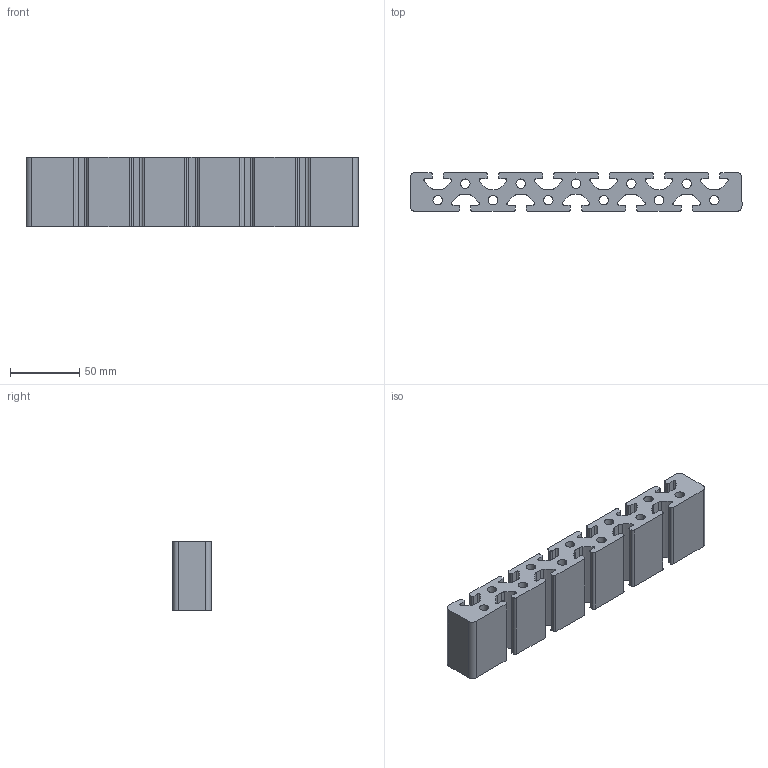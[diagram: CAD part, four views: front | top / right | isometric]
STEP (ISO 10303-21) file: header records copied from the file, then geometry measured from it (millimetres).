
FILE_DESCRIPTION (( 'STEP AP214' ), '1' );
FILE_NAME ('BASE08E0225-Profilé 8 240x28 lourd.step', '2023-03-24T09:44:13', ( 'Altae' ), ( '' ), 'SwSTEP 2.0', 'SolidWorks 2021', '' );
FILE_SCHEMA (( 'AUTOMOTIVE_DESIGN' ));
Length unit declared in the file: millimetre
Products named in the file (1): BASE08E0225-Profilé 8 240x28 lourd
Bounding box: 240 x 28 x 50 mm (x, y, z)
Volume: 229941.9 mm3; surface area: 68188.6 mm2
Topology: 1 solids, 1 shells, 219 faces, 651 edges, 434 vertices
Faces by surface type: cylinder 147, plane 72
Entity records: 7557 total; most frequent: DIRECTION 1385, CARTESIAN_POINT 1305, ORIENTED_EDGE 1302, EDGE_CURVE 651, AXIS2_PLACEMENT_3D 514, VERTEX_POINT 434, LINE 357, VECTOR 357
